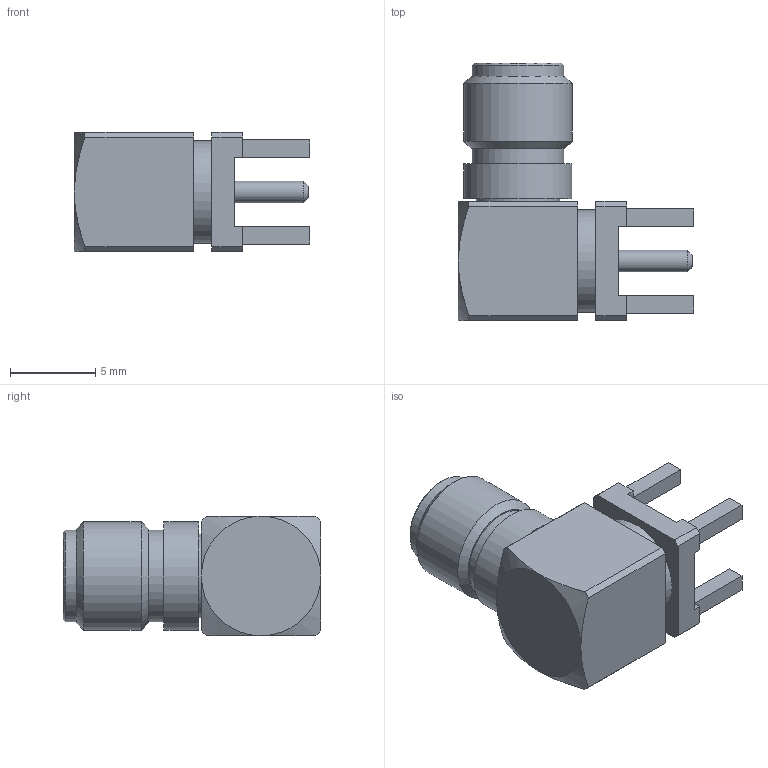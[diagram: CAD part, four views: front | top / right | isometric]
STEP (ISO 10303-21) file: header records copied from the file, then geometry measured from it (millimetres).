
FILE_DESCRIPTION(/* description */ ('STEP AP214'),/* implementation_level */ '2;1');
FILE_NAME(/* name */ 'SMA-J-P-H-RA-TH1',/* time_stamp */ '2025-08-08T13:49:15+02:00',/* author */ ('License CC BY-ND 4.0'),/* organization */ ('CADENAS'),/* preprocessor_version */ 'ST-DEVELOPER v19.3',/* originating_system */ 'PARTsolutions',/* authorisation */ ' ');
FILE_SCHEMA (('AUTOMOTIVE_DESIGN {1 0 10303 214 3 1 1}'));
Length unit declared in the file: millimetre
Products named in the file (2): SMA-J-P-H-RA-TH1
Assembly tree (1 placements, depth 2):
  SMA-J-P-H-RA-TH1
    SMA-J-P-H-RA-TH1
Bounding box: 13.8 x 15.1 x 7 mm (x, y, z)
Volume: 660.9 mm3; surface area: 701.6 mm2
Topology: 1 solids, 1 shells, 79 faces, 183 edges, 120 vertices
Faces by surface type: plane 56, cylinder 14, cone 9
Full cylindrical faces by diameter (mm): 1.27 x2, 4.1 x1, 4.63 x1, 4.9 x1, 5.35 x2, 6 x1, 6.33 x1, 6.35 x1
Entity records: 2195 total; most frequent: CARTESIAN_POINT 401, DIRECTION 354, ORIENTED_EDGE 332, EDGE_CURVE 166, AXIS2_PLACEMENT_3D 119, VERTEX_POINT 118, LINE 116, VECTOR 116
